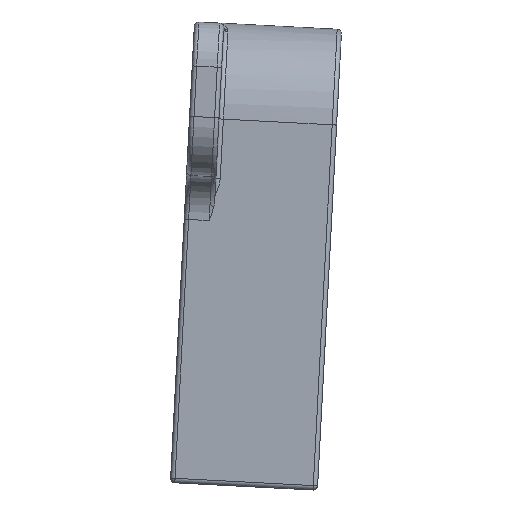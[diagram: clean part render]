
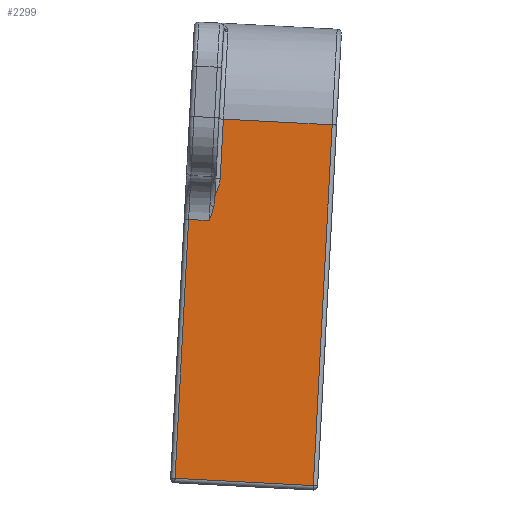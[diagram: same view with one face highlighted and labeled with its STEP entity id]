
A CAD part, front view. The second image highlights one B-rep face of the part: STEP entity #2299.
In plain terms, the highlighted planar face has unit normal (0, -1, 0).
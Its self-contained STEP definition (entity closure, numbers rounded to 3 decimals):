
#35=B_SPLINE_CURVE_WITH_KNOTS('',3,(#3832,#3833,#3834,#3835),
 .UNSPECIFIED.,.F.,.F.,(4,4),(0.31,0.407),
 .UNSPECIFIED.);
#43=B_SPLINE_CURVE_WITH_KNOTS('',3,(#4082,#4083,#4084,#4085,#4086,#4087,
#4088,#4089),.UNSPECIFIED.,.F.,.F.,(4,2,1,1,4),(-0.2,-0.199,
-0.08,-0.04,0.),.UNSPECIFIED.);
#59=PLANE('',#2550);
#104=LINE('',#3841,#246);
#122=LINE('',#3982,#264);
#127=LINE('',#4025,#269);
#134=LINE('',#4047,#276);
#138=LINE('',#4077,#280);
#139=LINE('',#4079,#281);
#140=LINE('',#4081,#282);
#246=VECTOR('',#2918,10.);
#264=VECTOR('',#2998,10.);
#269=VECTOR('',#3065,10.);
#276=VECTOR('',#3088,10.);
#280=VECTOR('',#3096,10.);
#281=VECTOR('',#3097,10.);
#282=VECTOR('',#3098,10.);
#485=FACE_OUTER_BOUND('',#644,.T.);
#644=EDGE_LOOP('',(#1760,#1761,#1762,#1763,#1764,#1765,#1766,#1767,#1768));
#1006=VERTEX_POINT('',#3823);
#1007=VERTEX_POINT('',#3830);
#1009=VERTEX_POINT('',#3839);
#1029=VERTEX_POINT('',#3975);
#1037=VERTEX_POINT('',#4023);
#1044=VERTEX_POINT('',#4046);
#1048=VERTEX_POINT('',#4076);
#1049=VERTEX_POINT('',#4078);
#1050=VERTEX_POINT('',#4080);
#1221=EDGE_CURVE('',#1007,#1006,#35,.F.);
#1224=EDGE_CURVE('',#1007,#1009,#104,.T.);
#1263=EDGE_CURVE('',#1029,#1009,#122,.T.);
#1285=EDGE_CURVE('',#1037,#1029,#127,.T.);
#1295=EDGE_CURVE('',#1044,#1006,#134,.T.);
#1301=EDGE_CURVE('',#1048,#1037,#138,.T.);
#1302=EDGE_CURVE('',#1049,#1048,#139,.T.);
#1303=EDGE_CURVE('',#1050,#1049,#140,.T.);
#1304=EDGE_CURVE('',#1044,#1050,#43,.T.);
#1760=ORIENTED_EDGE('',*,*,#1263,.F.);
#1761=ORIENTED_EDGE('',*,*,#1285,.F.);
#1762=ORIENTED_EDGE('',*,*,#1301,.F.);
#1763=ORIENTED_EDGE('',*,*,#1302,.F.);
#1764=ORIENTED_EDGE('',*,*,#1303,.F.);
#1765=ORIENTED_EDGE('',*,*,#1304,.F.);
#1766=ORIENTED_EDGE('',*,*,#1295,.T.);
#1767=ORIENTED_EDGE('',*,*,#1221,.F.);
#1768=ORIENTED_EDGE('',*,*,#1224,.T.);
#2299=ADVANCED_FACE('',(#485),#59,.T.);
#2550=AXIS2_PLACEMENT_3D('',#4075,#3094,#3095);
#2918=DIRECTION('',(-0.999,0.,0.052));
#2998=DIRECTION('',(0.052,0.,0.999));
#3065=DIRECTION('',(-0.999,0.,0.052));
#3088=DIRECTION('',(0.999,0.,-0.052));
#3094=DIRECTION('center_axis',(0.,-1.,0.));
#3095=DIRECTION('ref_axis',(-0.052,0.,-0.999));
#3096=DIRECTION('',(-0.052,0.,-0.999));
#3097=DIRECTION('',(0.999,0.,-0.052));
#3098=DIRECTION('',(0.052,0.,0.999));
#3823=CARTESIAN_POINT('',(51.313,12.715,19.634));
#3830=CARTESIAN_POINT('',(50.995,12.715,18.649));
#3832=CARTESIAN_POINT('Ctrl Pts',(51.313,12.715,19.634));
#3833=CARTESIAN_POINT('Ctrl Pts',(51.24,12.715,19.297));
#3834=CARTESIAN_POINT('Ctrl Pts',(51.108,12.715,18.952));
#3835=CARTESIAN_POINT('Ctrl Pts',(50.995,12.715,18.649));
#3839=CARTESIAN_POINT('',(49.597,12.715,18.722));
#3841=CARTESIAN_POINT('',(49.297,12.715,18.738));
#3975=CARTESIAN_POINT('',(48.675,12.715,1.144));
#3982=CARTESIAN_POINT('',(49.643,12.715,19.603));
#4023=CARTESIAN_POINT('',(58.063,12.715,0.652));
#4025=CARTESIAN_POINT('',(48.376,12.715,1.16));
#4046=CARTESIAN_POINT('',(51.047,12.715,19.648));
#4047=CARTESIAN_POINT('',(49.349,12.715,19.737));
#4075=CARTESIAN_POINT('Origin',(49.506,12.715,22.733));
#4076=CARTESIAN_POINT('',(59.347,12.715,25.151));
#4077=CARTESIAN_POINT('',(59.03,12.715,19.111));
#4078=CARTESIAN_POINT('',(51.957,12.715,25.539));
#4079=CARTESIAN_POINT('',(49.66,12.715,25.659));
#4080=CARTESIAN_POINT('',(51.746,12.715,21.511));
#4081=CARTESIAN_POINT('',(51.64,12.715,19.499));
#4082=CARTESIAN_POINT('Ctrl Pts',(51.047,12.715,19.648));
#4083=CARTESIAN_POINT('Ctrl Pts',(51.048,12.715,19.65));
#4084=CARTESIAN_POINT('Ctrl Pts',(51.049,12.715,19.652));
#4085=CARTESIAN_POINT('Ctrl Pts',(51.239,12.715,20.006));
#4086=CARTESIAN_POINT('Ctrl Pts',(51.494,12.715,20.476));
#4087=CARTESIAN_POINT('Ctrl Pts',(51.696,12.715,21.113));
#4088=CARTESIAN_POINT('Ctrl Pts',(51.739,12.715,21.378));
#4089=CARTESIAN_POINT('Ctrl Pts',(51.746,12.715,21.511));
